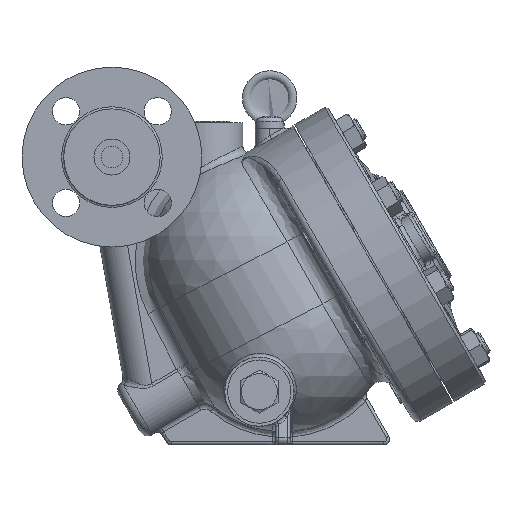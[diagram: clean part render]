
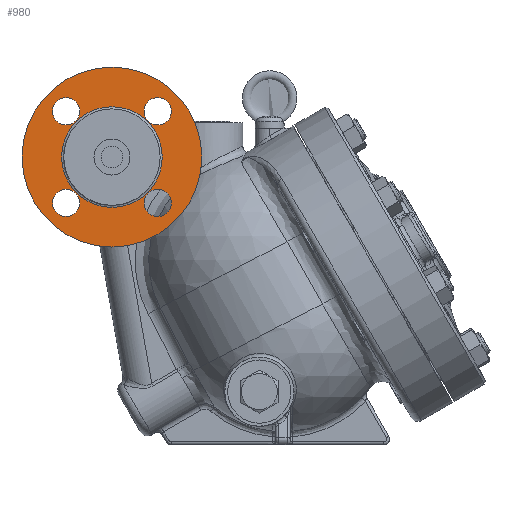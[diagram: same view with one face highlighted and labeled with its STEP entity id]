
A CAD part, front view. The second image highlights one B-rep face of the part: STEP entity #980.
In plain terms, the highlighted planar face has unit normal (0, -1, 0).
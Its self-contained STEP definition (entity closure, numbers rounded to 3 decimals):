
#782=CARTESIAN_POINT('',(-65.,-174.,62.5));
#783=VERTEX_POINT('',#782);
#784=CARTESIAN_POINT('',(-65.,-174.,0.));
#785=DIRECTION('',(0.0,1.0,0.0));
#786=DIRECTION('',(0.0,0.0,1.0));
#787=AXIS2_PLACEMENT_3D('',#784,#785,#786);
#788=CIRCLE('',#787,62.5);
#789=EDGE_CURVE('',#783,#783,#788,.T.);
#913=CARTESIAN_POINT('',(-65.,-174.,-34.983));
#914=VERTEX_POINT('',#913);
#915=CARTESIAN_POINT('',(-65.,-174.,0.));
#916=DIRECTION('',(0.0,-1.0,0.0));
#917=DIRECTION('',(0.0,0.0,1.0));
#918=AXIS2_PLACEMENT_3D('',#915,#916,#917);
#919=CIRCLE('',#918,34.983);
#920=EDGE_CURVE('',#914,#914,#919,.T.);
#925=CARTESIAN_POINT('',(-65.,-174.,48.));
#926=DIRECTION('',(0.0,-1.0,0.0));
#927=DIRECTION('',(0.0,0.0,-1.0));
#928=AXIS2_PLACEMENT_3D('',#925,#926,#927);
#929=PLANE('',#928);
#930=ORIENTED_EDGE('',*,*,#789,.F.);
#931=EDGE_LOOP('',(#930));
#932=FACE_OUTER_BOUND('',#931,.T.);
#933=CARTESIAN_POINT('',(-87.32,-174.,31.82));
#934=VERTEX_POINT('',#933);
#935=CARTESIAN_POINT('',(-96.82,-174.,31.82));
#936=DIRECTION('',(0.0,1.0,0.0));
#937=DIRECTION('',(1.0,0.0,0.0));
#938=AXIS2_PLACEMENT_3D('',#935,#936,#937);
#939=CIRCLE('',#938,9.5);
#940=EDGE_CURVE('',#934,#934,#939,.T.);
#941=ORIENTED_EDGE('',*,*,#940,.T.);
#942=EDGE_LOOP('',(#941));
#943=FACE_BOUND('',#942,.T.);
#944=CARTESIAN_POINT('',(-33.18,-174.,22.32));
#945=VERTEX_POINT('',#944);
#946=CARTESIAN_POINT('',(-33.18,-174.,31.82));
#947=DIRECTION('',(0.0,1.0,0.0));
#948=DIRECTION('',(0.0,0.0,-1.0));
#949=AXIS2_PLACEMENT_3D('',#946,#947,#948);
#950=CIRCLE('',#949,9.5);
#951=EDGE_CURVE('',#945,#945,#950,.T.);
#952=ORIENTED_EDGE('',*,*,#951,.T.);
#953=EDGE_LOOP('',(#952));
#954=FACE_BOUND('',#953,.T.);
#955=CARTESIAN_POINT('',(-42.68,-174.,-31.82));
#956=VERTEX_POINT('',#955);
#957=CARTESIAN_POINT('',(-33.18,-174.,-31.82));
#958=DIRECTION('',(0.0,1.0,0.0));
#959=DIRECTION('',(-1.0,0.0,0.0));
#960=AXIS2_PLACEMENT_3D('',#957,#958,#959);
#961=CIRCLE('',#960,9.5);
#962=EDGE_CURVE('',#956,#956,#961,.T.);
#963=ORIENTED_EDGE('',*,*,#962,.T.);
#964=EDGE_LOOP('',(#963));
#965=FACE_BOUND('',#964,.T.);
#966=CARTESIAN_POINT('',(-96.82,-174.,-22.32));
#967=VERTEX_POINT('',#966);
#968=CARTESIAN_POINT('',(-96.82,-174.,-31.82));
#969=DIRECTION('',(0.0,1.0,0.0));
#970=DIRECTION('',(0.0,0.0,1.0));
#971=AXIS2_PLACEMENT_3D('',#968,#969,#970);
#972=CIRCLE('',#971,9.5);
#973=EDGE_CURVE('',#967,#967,#972,.T.);
#974=ORIENTED_EDGE('',*,*,#973,.T.);
#975=EDGE_LOOP('',(#974));
#976=FACE_BOUND('',#975,.T.);
#977=ORIENTED_EDGE('',*,*,#920,.F.);
#978=EDGE_LOOP('',(#977));
#979=FACE_BOUND('',#978,.T.);
#980=ADVANCED_FACE('',(#932,#943,#954,#965,#976,#979),#929,.T.);
